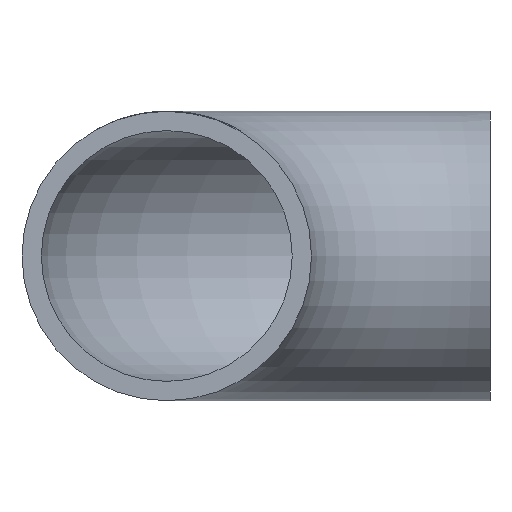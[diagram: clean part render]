
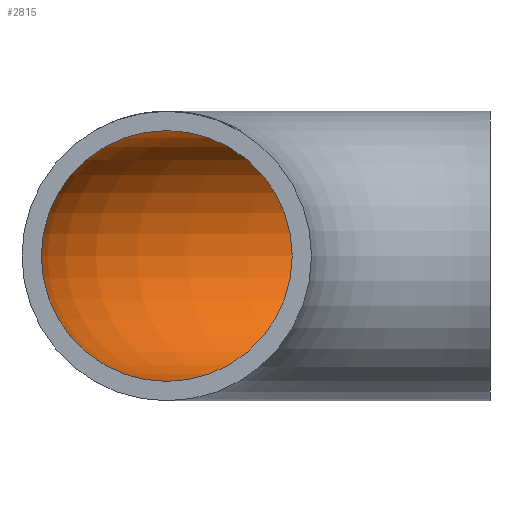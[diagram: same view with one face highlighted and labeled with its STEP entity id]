
A CAD part, front view. The second image highlights one B-rep face of the part: STEP entity #2815.
In plain terms, the highlighted toroidal (fillet/blend) face has major radius 33.5 mm and minor radius 13 mm.
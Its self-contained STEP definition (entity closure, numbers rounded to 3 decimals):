
#936 = VERTEX_POINT ( 'NONE', #8177 ) ;
#1148 = EDGE_LOOP ( 'NONE', ( #8549 ) ) ;
#1152 = CIRCLE ( 'NONE', #2895, 13. ) ;
#2815 = ADVANCED_FACE ( 'NONE', ( #5574, #7032 ), #8226, .F. ) ;
#2855 = CARTESIAN_POINT ( 'NONE',  ( 0., 0., 0. ) ) ;
#2895 = AXIS2_PLACEMENT_3D ( 'NONE', #4075, #3254, #9071 ) ;
#3007 = EDGE_CURVE ( 'NONE', #4614, #4614, #1152, .T. ) ;
#3254 = DIRECTION ( 'NONE',  ( 1., 0., 0. ) ) ;
#3851 = AXIS2_PLACEMENT_3D ( 'NONE', #6334, #7731, #8404 ) ;
#4075 = CARTESIAN_POINT ( 'NONE',  ( 0., 33.5, 0. ) ) ;
#4318 = DIRECTION ( 'NONE',  ( -1., 0., 0. ) ) ;
#4505 = AXIS2_PLACEMENT_3D ( 'NONE', #2855, #6515, #4318 ) ;
#4614 = VERTEX_POINT ( 'NONE', #5397 ) ;
#5397 = CARTESIAN_POINT ( 'NONE',  ( 0., 46.5, 0. ) ) ;
#5574 = FACE_OUTER_BOUND ( 'NONE', #1148, .T. ) ;
#6334 = CARTESIAN_POINT ( 'NONE',  ( -33.5, 0., 0. ) ) ;
#6515 = DIRECTION ( 'NONE',  ( 0., 0., -1. ) ) ;
#6879 = EDGE_CURVE ( 'NONE', #936, #936, #8912, .T. ) ;
#7032 = FACE_OUTER_BOUND ( 'NONE', #7616, .T. ) ;
#7616 = EDGE_LOOP ( 'NONE', ( #8869 ) ) ;
#7731 = DIRECTION ( 'NONE',  ( 0., 1., 0. ) ) ;
#8177 = CARTESIAN_POINT ( 'NONE',  ( -33.5, 0., 13. ) ) ;
#8226 = TOROIDAL_SURFACE ( 'NONE', #4505, 33.5, 13. ) ;
#8404 = DIRECTION ( 'NONE',  ( 0., 0., 1. ) ) ;
#8549 = ORIENTED_EDGE ( 'NONE', *, *, #3007, .T. ) ;
#8869 = ORIENTED_EDGE ( 'NONE', *, *, #6879, .F. ) ;
#8912 = CIRCLE ( 'NONE', #3851, 13. ) ;
#9071 = DIRECTION ( 'NONE',  ( 0., 1., 0. ) ) ;
